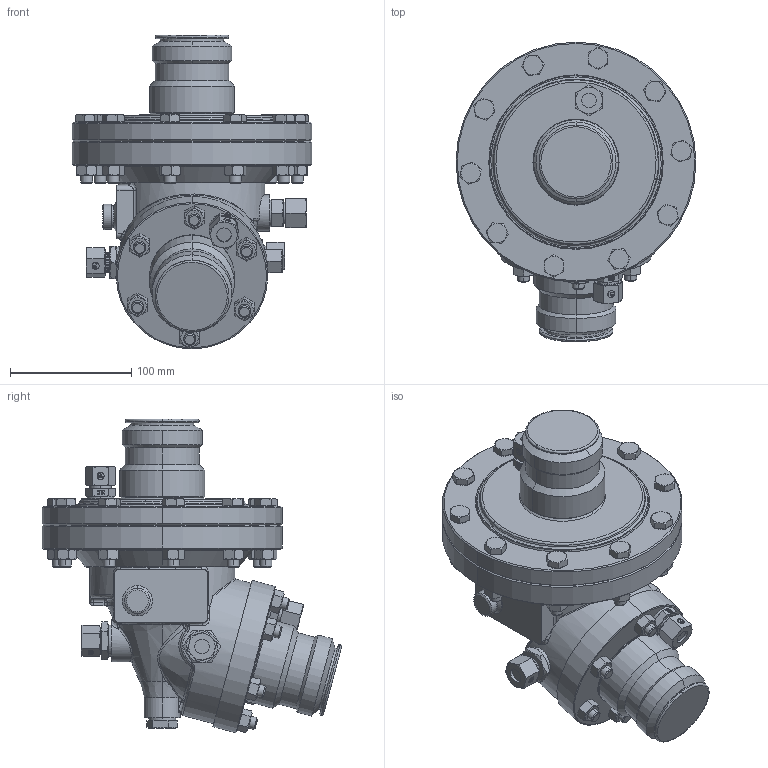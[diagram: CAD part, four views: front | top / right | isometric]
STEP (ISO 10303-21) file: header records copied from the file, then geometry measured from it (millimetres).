
FILE_DESCRIPTION (( 'STEP AP214' ), '1' );
FILE_NAME ('HON610 ND.STEP', '2017-03-02T12:31:44', ( '' ), ( '' ), 'SwSTEP 2.0', 'SolidWorks 2015', '' );
FILE_SCHEMA (( 'AUTOMOTIVE_DESIGN' ));
Length unit declared in the file: millimetre
Products named in the file (1): HON610 ND
Bounding box: 198 x 247.13 x 258.85 mm (x, y, z)
Volume: 3241987.8 mm3; surface area: 207953.4 mm2
Topology: 1 solids, 1 shells, 1505 faces, 3643 edges, 2263 vertices
Faces by surface type: plane 641, cone 407, cylinder 334, bspline 123
Entity records: 75996 total; most frequent: CARTESIAN_POINT 25801, ORIENTED_EDGE 7264, DIRECTION 6632, EDGE_CURVE 3632, AXIS2_PLACEMENT_3D 2594, VERTEX_POINT 2263, EDGE_LOOP 1639, UNCERTAINTY_MEASURE_WITH_UNIT 1508
